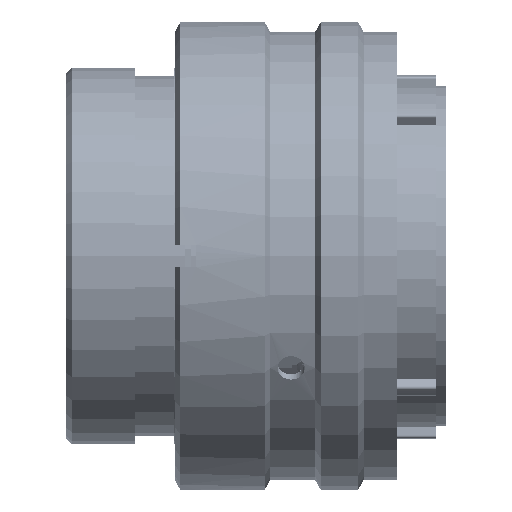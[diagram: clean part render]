
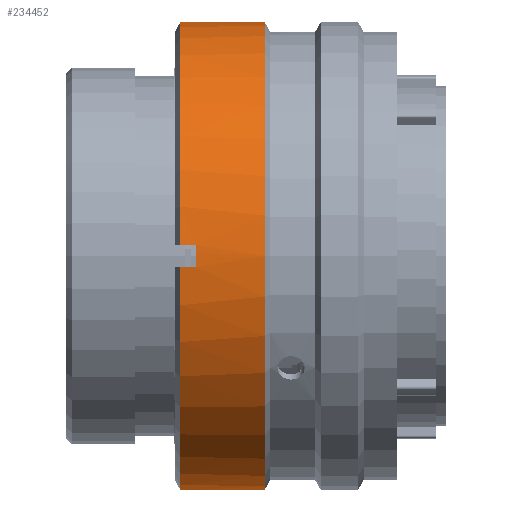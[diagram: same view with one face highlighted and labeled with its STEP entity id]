
A CAD part, front view. The second image highlights one B-rep face of the part: STEP entity #234452.
In plain terms, the highlighted cylindrical face has radius 20.6 mm (diameter 41.2 mm), a partial arc.
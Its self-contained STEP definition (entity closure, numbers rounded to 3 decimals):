
#76 = DIRECTION ( 'NONE',  ( 0., 0., -1. ) ) ;
#127 = CARTESIAN_POINT ( 'NONE',  ( 17.44, 0., 20.6 ) ) ;
#2186 = EDGE_CURVE ( 'NONE', #228085, #24973, #50533, .T. ) ;
#13928 = ORIENTED_EDGE ( 'NONE', *, *, #214013, .T. ) ;
#15419 = CARTESIAN_POINT ( 'NONE',  ( 29.07, -1., 20.576 ) ) ;
#15843 = CIRCLE ( 'NONE', #225851, 20.6 ) ;
#17966 = CARTESIAN_POINT ( 'NONE',  ( 29.07, -20.576, -1. ) ) ;
#18149 = LINE ( 'NONE', #62485, #26584 ) ;
#18813 = AXIS2_PLACEMENT_3D ( 'NONE', #104147, #210885, #119266 ) ;
#19533 = CARTESIAN_POINT ( 'NONE',  ( 11.42, 0., -20.6 ) ) ;
#20667 = DIRECTION ( 'NONE',  ( 1., 0., 0. ) ) ;
#23058 = VECTOR ( 'NONE', #20667, 1000. ) ;
#24973 = VERTEX_POINT ( 'NONE', #188767 ) ;
#25620 = VERTEX_POINT ( 'NONE', #160558 ) ;
#26584 = VECTOR ( 'NONE', #137440, 1000. ) ;
#27545 = DIRECTION ( 'NONE',  ( 1., 0., 0. ) ) ;
#29082 = ORIENTED_EDGE ( 'NONE', *, *, #152302, .T. ) ;
#29219 = EDGE_CURVE ( 'NONE', #169049, #228085, #151453, .T. ) ;
#29388 = ORIENTED_EDGE ( 'NONE', *, *, #94406, .T. ) ;
#29875 = DIRECTION ( 'NONE',  ( 1., 0., 0. ) ) ;
#31468 = CARTESIAN_POINT ( 'NONE',  ( 29.07, -20.576, 1. ) ) ;
#34374 = CARTESIAN_POINT ( 'NONE',  ( 10.02, -20.576, 1. ) ) ;
#37800 = EDGE_CURVE ( 'NONE', #199945, #56932, #65241, .T. ) ;
#41265 = EDGE_LOOP ( 'NONE', ( #130884, #29082, #189078, #209082, #151296, #46052, #13928, #29388, #233597, #217822, #106049, #154225 ) ) ;
#43502 = DIRECTION ( 'NONE',  ( 0., 0., -1. ) ) ;
#45371 = CARTESIAN_POINT ( 'NONE',  ( 10.02, -1., -20.576 ) ) ;
#46052 = ORIENTED_EDGE ( 'NONE', *, *, #95380, .T. ) ;
#50533 = CIRCLE ( 'NONE', #211061, 20.6 ) ;
#54536 = EDGE_CURVE ( 'NONE', #167550, #186289, #209614, .T. ) ;
#56095 = EDGE_CURVE ( 'NONE', #56932, #24973, #137162, .T. ) ;
#56932 = VERTEX_POINT ( 'NONE', #19533 ) ;
#57647 = VERTEX_POINT ( 'NONE', #45371 ) ;
#57735 = CARTESIAN_POINT ( 'NONE',  ( 29.07, 0., 0. ) ) ;
#57932 = DIRECTION ( 'NONE',  ( 1., 0., 0. ) ) ;
#62485 = CARTESIAN_POINT ( 'NONE',  ( 29.07, -1., -20.576 ) ) ;
#62834 = VECTOR ( 'NONE', #57932, 1000. ) ;
#65241 = CIRCLE ( 'NONE', #209099, 20.6 ) ;
#68270 = LINE ( 'NONE', #31468, #122494 ) ;
#78923 = CIRCLE ( 'NONE', #18813, 20.6 ) ;
#83672 = AXIS2_PLACEMENT_3D ( 'NONE', #57735, #92911, #200419 ) ;
#86381 = VERTEX_POINT ( 'NONE', #195860 ) ;
#89577 = VECTOR ( 'NONE', #108891, 1000. ) ;
#92911 = DIRECTION ( 'NONE',  ( 1., 0., 0. ) ) ;
#94406 = EDGE_CURVE ( 'NONE', #25620, #57647, #15843, .T. ) ;
#95053 = DIRECTION ( 'NONE',  ( 0., 0., -1. ) ) ;
#95380 = EDGE_CURVE ( 'NONE', #86381, #115279, #114377, .T. ) ;
#96260 = CARTESIAN_POINT ( 'NONE',  ( 11.42, 0., 0. ) ) ;
#104147 = CARTESIAN_POINT ( 'NONE',  ( 11.42, 0., 0. ) ) ;
#105874 = CYLINDRICAL_SURFACE ( 'NONE', #83672, 20.6 ) ;
#106049 = ORIENTED_EDGE ( 'NONE', *, *, #56095, .T. ) ;
#108337 = DIRECTION ( 'NONE',  ( 1., 0., 0. ) ) ;
#108891 = DIRECTION ( 'NONE',  ( -1., 0., 0. ) ) ;
#110682 = CARTESIAN_POINT ( 'NONE',  ( 11.42, 0., 0. ) ) ;
#112748 = VECTOR ( 'NONE', #180345, 1000. ) ;
#114377 = CIRCLE ( 'NONE', #194174, 20.6 ) ;
#114573 = DIRECTION ( 'NONE',  ( 0., 0., 1. ) ) ;
#115279 = VERTEX_POINT ( 'NONE', #147031 ) ;
#119266 = DIRECTION ( 'NONE',  ( 0., 0., 1. ) ) ;
#122494 = VECTOR ( 'NONE', #29875, 1000. ) ;
#130884 = ORIENTED_EDGE ( 'NONE', *, *, #29219, .F. ) ;
#137162 = LINE ( 'NONE', #186391, #23058 ) ;
#137440 = DIRECTION ( 'NONE',  ( 1., 0., 0. ) ) ;
#142126 = CARTESIAN_POINT ( 'NONE',  ( 11.42, -1., 20.576 ) ) ;
#147031 = CARTESIAN_POINT ( 'NONE',  ( 11.42, -20.576, -1. ) ) ;
#151296 = ORIENTED_EDGE ( 'NONE', *, *, #200362, .T. ) ;
#151453 = LINE ( 'NONE', #187052, #62834 ) ;
#152302 = EDGE_CURVE ( 'NONE', #169049, #167550, #78923, .T. ) ;
#153301 = EDGE_CURVE ( 'NONE', #57647, #199945, #18149, .T. ) ;
#154225 = ORIENTED_EDGE ( 'NONE', *, *, #2186, .F. ) ;
#154279 = CARTESIAN_POINT ( 'NONE',  ( 11.42, 0., 20.6 ) ) ;
#159527 = CARTESIAN_POINT ( 'NONE',  ( 10.02, 0., 0. ) ) ;
#160558 = CARTESIAN_POINT ( 'NONE',  ( 10.02, -20.576, -1. ) ) ;
#164032 = DIRECTION ( 'NONE',  ( 0., 0., 1. ) ) ;
#164636 = AXIS2_PLACEMENT_3D ( 'NONE', #159527, #196885, #76 ) ;
#167550 = VERTEX_POINT ( 'NONE', #142126 ) ;
#169049 = VERTEX_POINT ( 'NONE', #154279 ) ;
#169568 = DIRECTION ( 'NONE',  ( 1., 0., 0. ) ) ;
#180345 = DIRECTION ( 'NONE',  ( -1., 0., 0. ) ) ;
#183028 = CARTESIAN_POINT ( 'NONE',  ( 11.42, -1., -20.576 ) ) ;
#186289 = VERTEX_POINT ( 'NONE', #224367 ) ;
#186391 = CARTESIAN_POINT ( 'NONE',  ( 29.07, 0., -20.6 ) ) ;
#187052 = CARTESIAN_POINT ( 'NONE',  ( 29.07, 0., 20.6 ) ) ;
#187813 = EDGE_CURVE ( 'NONE', #186289, #188029, #191254, .T. ) ;
#188029 = VERTEX_POINT ( 'NONE', #34374 ) ;
#188332 = FACE_OUTER_BOUND ( 'NONE', #41265, .T. ) ;
#188767 = CARTESIAN_POINT ( 'NONE',  ( 17.44, 0., -20.6 ) ) ;
#189078 = ORIENTED_EDGE ( 'NONE', *, *, #54536, .T. ) ;
#191254 = CIRCLE ( 'NONE', #164636, 20.6 ) ;
#194174 = AXIS2_PLACEMENT_3D ( 'NONE', #96260, #169568, #114573 ) ;
#195860 = CARTESIAN_POINT ( 'NONE',  ( 11.42, -20.576, 1. ) ) ;
#196885 = DIRECTION ( 'NONE',  ( 1., 0., 0. ) ) ;
#199945 = VERTEX_POINT ( 'NONE', #183028 ) ;
#200362 = EDGE_CURVE ( 'NONE', #188029, #86381, #68270, .T. ) ;
#200419 = DIRECTION ( 'NONE',  ( 0., 0., -1. ) ) ;
#202534 = CARTESIAN_POINT ( 'NONE',  ( 17.44, 0., 0. ) ) ;
#206304 = LINE ( 'NONE', #17966, #89577 ) ;
#206860 = CARTESIAN_POINT ( 'NONE',  ( 10.02, 0., 0. ) ) ;
#209082 = ORIENTED_EDGE ( 'NONE', *, *, #187813, .T. ) ;
#209099 = AXIS2_PLACEMENT_3D ( 'NONE', #110682, #108337, #164032 ) ;
#209614 = LINE ( 'NONE', #15419, #112748 ) ;
#210885 = DIRECTION ( 'NONE',  ( 1., 0., 0. ) ) ;
#211061 = AXIS2_PLACEMENT_3D ( 'NONE', #202534, #219358, #95053 ) ;
#214013 = EDGE_CURVE ( 'NONE', #115279, #25620, #206304, .T. ) ;
#217822 = ORIENTED_EDGE ( 'NONE', *, *, #37800, .T. ) ;
#219358 = DIRECTION ( 'NONE',  ( 1., 0., 0. ) ) ;
#224367 = CARTESIAN_POINT ( 'NONE',  ( 10.02, -1., 20.576 ) ) ;
#225851 = AXIS2_PLACEMENT_3D ( 'NONE', #206860, #27545, #43502 ) ;
#228085 = VERTEX_POINT ( 'NONE', #127 ) ;
#233597 = ORIENTED_EDGE ( 'NONE', *, *, #153301, .T. ) ;
#234452 = ADVANCED_FACE ( 'NONE', ( #188332 ), #105874, .T. ) ;
